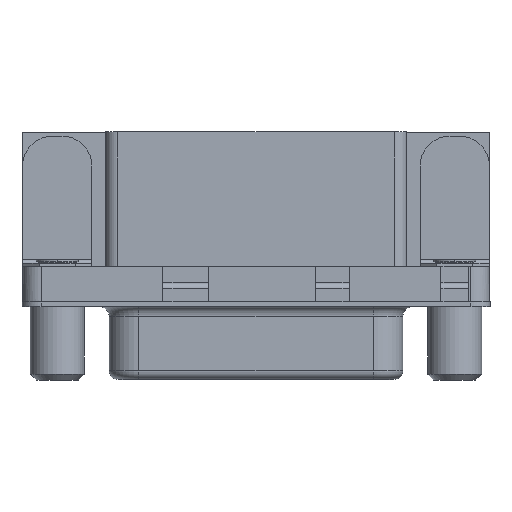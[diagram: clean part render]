
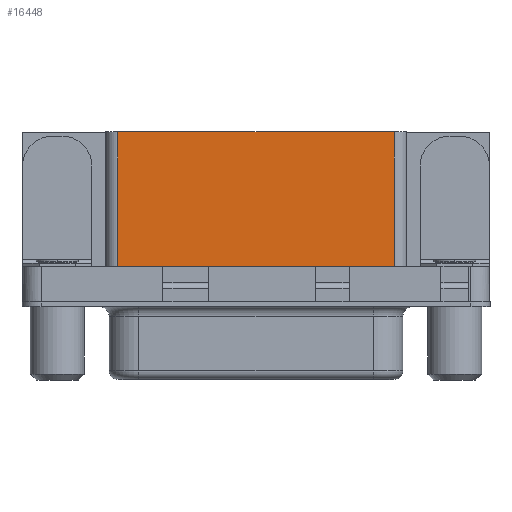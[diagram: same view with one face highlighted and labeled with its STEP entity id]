
A CAD part, top view. The second image highlights one B-rep face of the part: STEP entity #16448.
In plain terms, the highlighted planar face has unit normal (0, 0, 1).
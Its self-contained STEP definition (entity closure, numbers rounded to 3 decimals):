
#590=DIRECTION('',(1.,0.,0.));
#591=VECTOR('',#590,23.18);
#592=CARTESIAN_POINT('',(-15.7,2.95,10.02));
#593=LINE('4195',#592,#591);
#1332=DIRECTION('',(1.,0.,0.));
#1333=VECTOR('',#1332,23.18);
#1334=CARTESIAN_POINT('',(-15.7,14.25,10.02));
#1335=LINE('4194',#1334,#1333);
#3913=DIRECTION('',(0.,-1.,0.));
#3914=VECTOR('',#3913,11.3);
#3915=CARTESIAN_POINT('',(7.48,14.25,10.02));
#3916=LINE('4188',#3915,#3914);
#3917=DIRECTION('',(0.,-1.,0.));
#3918=VECTOR('',#3917,11.3);
#3919=CARTESIAN_POINT('',(-15.7,14.25,10.02));
#3920=LINE('4193',#3919,#3918);
#8588=CARTESIAN_POINT('',(7.48,14.25,10.02));
#8589=CARTESIAN_POINT('',(7.48,2.95,10.02));
#8590=VERTEX_POINT('',#8588);
#8591=VERTEX_POINT('',#8589);
#8600=CARTESIAN_POINT('',(-15.7,14.25,10.02));
#8601=VERTEX_POINT('',#8600);
#8602=CARTESIAN_POINT('',(-15.7,2.95,10.02));
#8603=VERTEX_POINT('',#8602);
#16436=CARTESIAN_POINT('',(-16.7,2.95,10.02));
#16437=DIRECTION('',(0.,0.,1.));
#16438=DIRECTION('',(1.,0.,0.));
#16439=AXIS2_PLACEMENT_3D('',#16436,#16437,#16438);
#16440=PLANE('3586',#16439);
#16441=ORIENTED_EDGE('4188',*,*,#16421,.T.);
#16442=ORIENTED_EDGE('4195',*,*,#10963,.F.);
#16444=ORIENTED_EDGE('4193',*,*,#16443,.F.);
#16445=ORIENTED_EDGE('4194',*,*,#12271,.T.);
#16446=EDGE_LOOP('3586',(#16441,#16442,#16444,#16445));
#16447=FACE_OUTER_BOUND('3586',#16446,.F.);
#16448=ADVANCED_FACE('3586',(#16447),#16440,.T.);
#10963=EDGE_CURVE('4195',#8603,#8591,#593,.T.);
#12271=EDGE_CURVE('4194',#8601,#8590,#1335,.T.);
#16421=EDGE_CURVE('4188',#8590,#8591,#3916,.T.);
#16443=EDGE_CURVE('4193',#8601,#8603,#3920,.T.);
